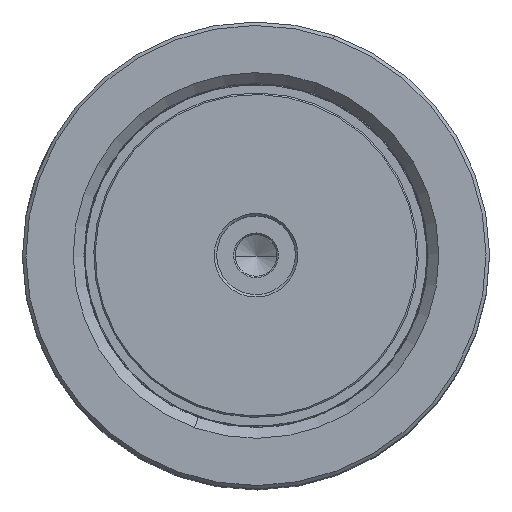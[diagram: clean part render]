
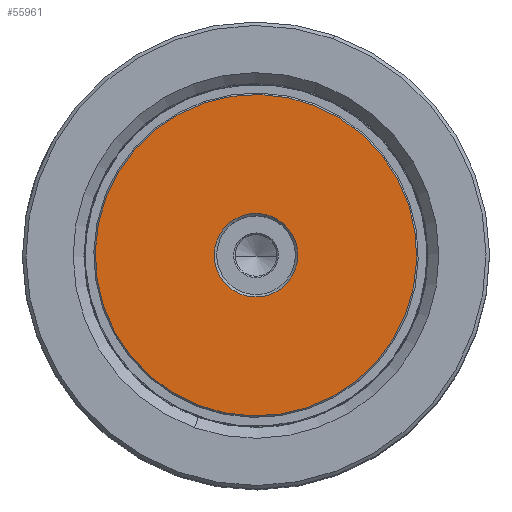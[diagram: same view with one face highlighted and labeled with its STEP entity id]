
A CAD part, top view. The second image highlights one B-rep face of the part: STEP entity #55961.
In plain terms, the highlighted face is planar.
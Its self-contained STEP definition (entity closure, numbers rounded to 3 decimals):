
#3427 = CIRCLE ( 'NONE', #25276, 8.5 ) ;
#3643 = CARTESIAN_POINT ( 'NONE',  ( 0., 0., 0. ) ) ;
#6093 = EDGE_LOOP ( 'NONE', ( #55775, #17045 ) ) ;
#7374 = CARTESIAN_POINT ( 'NONE',  ( 0., 0., 0. ) ) ;
#7472 = EDGE_CURVE ( 'NONE', #37883, #46478, #3427, .T. ) ;
#11424 = ORIENTED_EDGE ( 'NONE', *, *, #36502, .T. ) ;
#14122 = CIRCLE ( 'NONE', #46384, 8.5 ) ;
#17045 = ORIENTED_EDGE ( 'NONE', *, *, #7472, .T. ) ;
#20882 = EDGE_CURVE ( 'NONE', #53431, #44350, #35437, .T. ) ;
#22211 = CARTESIAN_POINT ( 'NONE',  ( -32.7, 0., 0. ) ) ;
#22400 = DIRECTION ( 'NONE',  ( 0., 0., 1. ) ) ;
#25276 = AXIS2_PLACEMENT_3D ( 'NONE', #46383, #32332, #50995 ) ;
#26161 = DIRECTION ( 'NONE',  ( 0., 0., 1. ) ) ;
#29499 = DIRECTION ( 'NONE',  ( 0., 0., -1. ) ) ;
#31345 = DIRECTION ( 'NONE',  ( 1., 0., 0. ) ) ;
#32332 = DIRECTION ( 'NONE',  ( 0., 0., 1. ) ) ;
#32722 = FACE_BOUND ( 'NONE', #6093, .T. ) ;
#35437 = CIRCLE ( 'NONE', #38156, 32.7 ) ;
#35723 = AXIS2_PLACEMENT_3D ( 'NONE', #7374, #29499, #57738 ) ;
#35785 = CIRCLE ( 'NONE', #35723, 32.7 ) ;
#36148 = DIRECTION ( 'NONE',  ( 1., 0., 0. ) ) ;
#36188 = CARTESIAN_POINT ( 'NONE',  ( 0., 0., 0. ) ) ;
#36502 = EDGE_CURVE ( 'NONE', #44350, #53431, #35785, .T. ) ;
#36923 = CARTESIAN_POINT ( 'NONE',  ( 8.5, 0., 0. ) ) ;
#37883 = VERTEX_POINT ( 'NONE', #36923 ) ;
#38156 = AXIS2_PLACEMENT_3D ( 'NONE', #44795, #49228, #36148 ) ;
#44350 = VERTEX_POINT ( 'NONE', #50511 ) ;
#44795 = CARTESIAN_POINT ( 'NONE',  ( 0., 0., 0. ) ) ;
#44969 = PLANE ( 'NONE',  #54802 ) ;
#45416 = DIRECTION ( 'NONE',  ( 1., 0., 0. ) ) ;
#45751 = ORIENTED_EDGE ( 'NONE', *, *, #20882, .T. ) ;
#46383 = CARTESIAN_POINT ( 'NONE',  ( 0., 0., 0. ) ) ;
#46384 = AXIS2_PLACEMENT_3D ( 'NONE', #36188, #22400, #45416 ) ;
#46478 = VERTEX_POINT ( 'NONE', #50217 ) ;
#49228 = DIRECTION ( 'NONE',  ( 0., 0., -1. ) ) ;
#50217 = CARTESIAN_POINT ( 'NONE',  ( -8.5, 0., 0. ) ) ;
#50511 = CARTESIAN_POINT ( 'NONE',  ( 32.7, 0., 0. ) ) ;
#50995 = DIRECTION ( 'NONE',  ( 1., 0., 0. ) ) ;
#51418 = EDGE_LOOP ( 'NONE', ( #11424, #45751 ) ) ;
#53431 = VERTEX_POINT ( 'NONE', #22211 ) ;
#54802 = AXIS2_PLACEMENT_3D ( 'NONE', #3643, #26161, #31345 ) ;
#55775 = ORIENTED_EDGE ( 'NONE', *, *, #57794, .T. ) ;
#55961 = ADVANCED_FACE ( 'NONE', ( #57110, #32722 ), #44969, .F. ) ;
#57110 = FACE_OUTER_BOUND ( 'NONE', #51418, .T. ) ;
#57738 = DIRECTION ( 'NONE',  ( 1., 0., 0. ) ) ;
#57794 = EDGE_CURVE ( 'NONE', #46478, #37883, #14122, .T. ) ;
